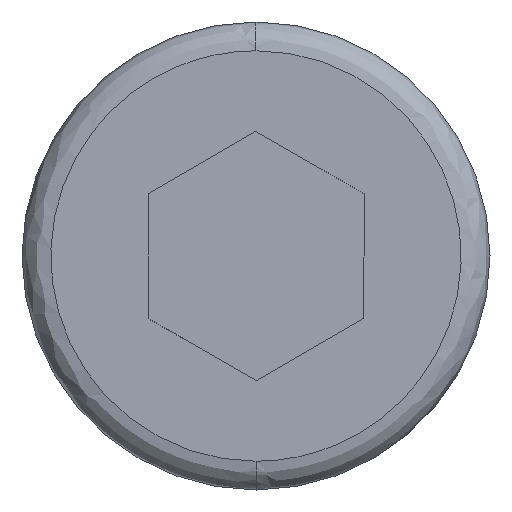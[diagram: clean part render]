
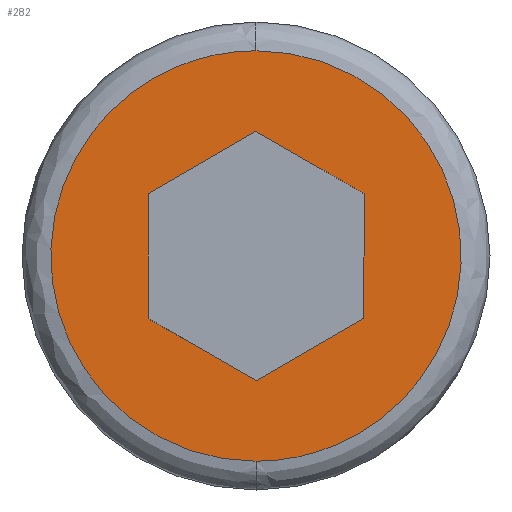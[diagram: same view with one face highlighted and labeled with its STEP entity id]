
A CAD part, left-side view. The second image highlights one B-rep face of the part: STEP entity #282.
In plain terms, the highlighted planar face has unit normal (-1, 0, 0).
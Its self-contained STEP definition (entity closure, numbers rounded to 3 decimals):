
#2 = CARTESIAN_POINT ( 'NONE',  ( -8., 3., -1.732 ) ) ;
#8 = EDGE_CURVE ( 'NONE', #301, #232, #545, .T. ) ;
#9 = DIRECTION ( 'NONE',  ( 0., 0., 1. ) ) ;
#12 = DIRECTION ( 'NONE',  ( 0., 0.866, -0.5 ) ) ;
#14 = AXIS2_PLACEMENT_3D ( 'NONE', #195, #102, #146 ) ;
#20 = CARTESIAN_POINT ( 'NONE',  ( -8., 0., 3.464 ) ) ;
#33 = VERTEX_POINT ( 'NONE', #2 ) ;
#54 = VECTOR ( 'NONE', #12, 1000. ) ;
#60 = EDGE_CURVE ( 'NONE', #272, #33, #417, .T. ) ;
#63 = CARTESIAN_POINT ( 'NONE',  ( -8., 3., 1.732 ) ) ;
#65 = CARTESIAN_POINT ( 'NONE',  ( -8., 0., -5.7 ) ) ;
#79 = DIRECTION ( 'NONE',  ( 0., -0.866, -0.5 ) ) ;
#80 = FACE_BOUND ( 'NONE', #485, .T. ) ;
#83 = EDGE_CURVE ( 'NONE', #240, #377, #547, .T. ) ;
#95 = CARTESIAN_POINT ( 'NONE',  ( -8., -3., 1.732 ) ) ;
#101 = EDGE_CURVE ( 'NONE', #232, #350, #463, .T. ) ;
#102 = DIRECTION ( 'NONE',  ( -1., 0., 0. ) ) ;
#105 = PLANE ( 'NONE',  #14 ) ;
#115 = VECTOR ( 'NONE', #509, 1000. ) ;
#131 = CARTESIAN_POINT ( 'NONE',  ( -8., 3., 0. ) ) ;
#146 = DIRECTION ( 'NONE',  ( 0., 0., 1. ) ) ;
#149 = EDGE_CURVE ( 'NONE', #33, #315, #390, .T. ) ;
#154 = DIRECTION ( 'NONE',  ( 0., -0.866, 0.5 ) ) ;
#166 = DIRECTION ( 'NONE',  ( 0., 0.866, 0.5 ) ) ;
#167 = EDGE_CURVE ( 'NONE', #350, #272, #246, .T. ) ;
#169 = CARTESIAN_POINT ( 'NONE',  ( -8., -11.4, 5.7 ) ) ;
#177 = CARTESIAN_POINT ( 'NONE',  ( -8., 0., -3.464 ) ) ;
#180 = VECTOR ( 'NONE', #79, 1000. ) ;
#195 = CARTESIAN_POINT ( 'NONE',  ( -8., 4.982, 0. ) ) ;
#222 = CARTESIAN_POINT ( 'NONE',  ( -8., -11.4, -5.7 ) ) ;
#232 = VERTEX_POINT ( 'NONE', #95 ) ;
#236 = VECTOR ( 'NONE', #9, 1000. ) ;
#239 = ORIENTED_EDGE ( 'NONE', *, *, #167, .T. ) ;
#240 = VERTEX_POINT ( 'NONE', #446 ) ;
#246 = LINE ( 'NONE', #486, #54 ) ;
#272 = VERTEX_POINT ( 'NONE', #323 ) ;
#282 = ADVANCED_FACE ( 'NONE', ( #80, #497 ), #105, .T. ) ;
#294 = CARTESIAN_POINT ( 'NONE',  ( -8., -3., -1.732 ) ) ;
#301 = VERTEX_POINT ( 'NONE', #20 ) ;
#310 = ORIENTED_EDGE ( 'NONE', *, *, #149, .T. ) ;
#315 = VERTEX_POINT ( 'NONE', #530 ) ;
#323 = CARTESIAN_POINT ( 'NONE',  ( -8., 0., -3.464 ) ) ;
#335 = CARTESIAN_POINT ( 'NONE',  ( -8., 0., 5.7 ) ) ;
#341 = VECTOR ( 'NONE', #154, 1000. ) ;
#346 = CARTESIAN_POINT ( 'NONE',  ( -8., 0., -5.7 ) ) ;
#350 = VERTEX_POINT ( 'NONE', #294 ) ;
#355 =( BOUNDED_CURVE ( )  B_SPLINE_CURVE ( 3, ( #65, #418, #540, #335 ),
 .UNSPECIFIED., .F., .F. ) 
 B_SPLINE_CURVE_WITH_KNOTS ( ( 4, 4 ),
 ( 0.25, 0.75 ),
 .UNSPECIFIED. ) 
 CURVE ( )  GEOMETRIC_REPRESENTATION_ITEM ( )  RATIONAL_B_SPLINE_CURVE ( ( 1., 0.333, 0.333, 1. ) ) 
 REPRESENTATION_ITEM ( '' )  );
#367 = EDGE_CURVE ( 'NONE', #377, #240, #355, .T. ) ;
#370 = ORIENTED_EDGE ( 'NONE', *, *, #83, .F. ) ;
#377 = VERTEX_POINT ( 'NONE', #502 ) ;
#382 = ORIENTED_EDGE ( 'NONE', *, *, #8, .T. ) ;
#390 = LINE ( 'NONE', #131, #236 ) ;
#394 = CARTESIAN_POINT ( 'NONE',  ( -8., -3., 0. ) ) ;
#396 = EDGE_CURVE ( 'NONE', #315, #301, #404, .T. ) ;
#404 = LINE ( 'NONE', #63, #341 ) ;
#410 = EDGE_LOOP ( 'NONE', ( #438, #370 ) ) ;
#412 = ORIENTED_EDGE ( 'NONE', *, *, #396, .T. ) ;
#417 = LINE ( 'NONE', #177, #507 ) ;
#418 = CARTESIAN_POINT ( 'NONE',  ( -8., 11.4, -5.7 ) ) ;
#431 = CARTESIAN_POINT ( 'NONE',  ( -8., 0., 5.7 ) ) ;
#438 = ORIENTED_EDGE ( 'NONE', *, *, #367, .F. ) ;
#446 = CARTESIAN_POINT ( 'NONE',  ( -8., 0., 5.7 ) ) ;
#463 = LINE ( 'NONE', #394, #115 ) ;
#475 = CARTESIAN_POINT ( 'NONE',  ( -8., 0., 3.464 ) ) ;
#485 = EDGE_LOOP ( 'NONE', ( #239, #533, #310, #412, #382, #539 ) ) ;
#486 = CARTESIAN_POINT ( 'NONE',  ( -8., -3., -1.732 ) ) ;
#497 = FACE_OUTER_BOUND ( 'NONE', #410, .T. ) ;
#502 = CARTESIAN_POINT ( 'NONE',  ( -8., 0., -5.7 ) ) ;
#507 = VECTOR ( 'NONE', #166, 1000. ) ;
#509 = DIRECTION ( 'NONE',  ( 0., 0., -1. ) ) ;
#530 = CARTESIAN_POINT ( 'NONE',  ( -8., 3., 1.732 ) ) ;
#533 = ORIENTED_EDGE ( 'NONE', *, *, #60, .T. ) ;
#539 = ORIENTED_EDGE ( 'NONE', *, *, #101, .T. ) ;
#540 = CARTESIAN_POINT ( 'NONE',  ( -8., 11.4, 5.7 ) ) ;
#545 = LINE ( 'NONE', #475, #180 ) ;
#547 =( BOUNDED_CURVE ( )  B_SPLINE_CURVE ( 3, ( #431, #169, #222, #346 ),
 .UNSPECIFIED., .F., .F. ) 
 B_SPLINE_CURVE_WITH_KNOTS ( ( 4, 4 ),
 ( 0.75, 1.25 ),
 .UNSPECIFIED. ) 
 CURVE ( )  GEOMETRIC_REPRESENTATION_ITEM ( )  RATIONAL_B_SPLINE_CURVE ( ( 1., 0.333, 0.333, 1. ) ) 
 REPRESENTATION_ITEM ( '' )  );
